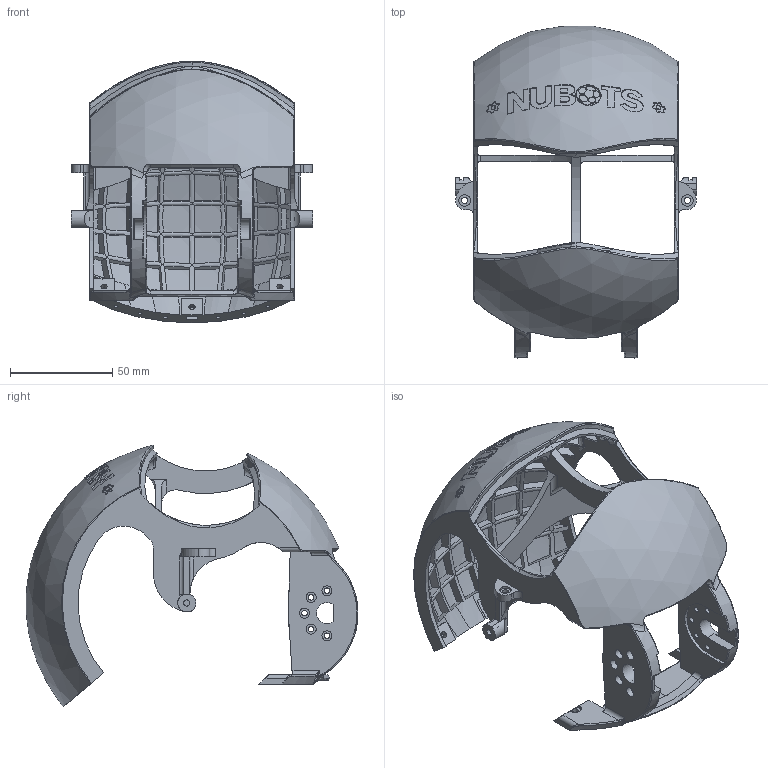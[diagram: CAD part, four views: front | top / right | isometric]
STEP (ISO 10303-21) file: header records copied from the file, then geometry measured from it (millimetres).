
FILE_DESCRIPTION(/* description */ (''),/* implementation_level */ '2;1');
FILE_NAME(/* name */ 'Head Front V2.0.step',/* time_stamp */ '2017-06-25T10:46:23+10:00',/* author */ (''),/* organization */ (''),/* preprocessor_version */ 'ST-DEVELOPER v16.13',/* originating_system */ 'Autodesk Translation Framework v6.1.1.50',/* authorisation */ '');
FILE_SCHEMA (('AUTOMOTIVE_DESIGN { 1 0 10303 214 3 1 1 }'));
Products named in the file (1): Head v15
Bounding box: 118 x 162.27 x 127.95 mm (x, y, z)
Volume: 121141 mm3; surface area: 97041.9 mm2
Topology: 1 solids, 3 shells, 1393 faces, 3584 edges, 2222 vertices
Faces by surface type: plane 676, cylinder 426, sphere 146, bspline 106, torus 35, cone 4
Full cylindrical faces by diameter (mm): 1.8 x6, 2.109 x1, 2.135 x1, 2.7 x10, 3 x13, 4.9 x10, 5.6 x4
Entity records: 51932 total; most frequent: CARTESIAN_POINT 17644, DIRECTION 7734, ORIENTED_EDGE 7056, EDGE_CURVE 3526, AXIS2_PLACEMENT_3D 3331, VERTEX_POINT 2219, CIRCLE 1854, EDGE_LOOP 1529
